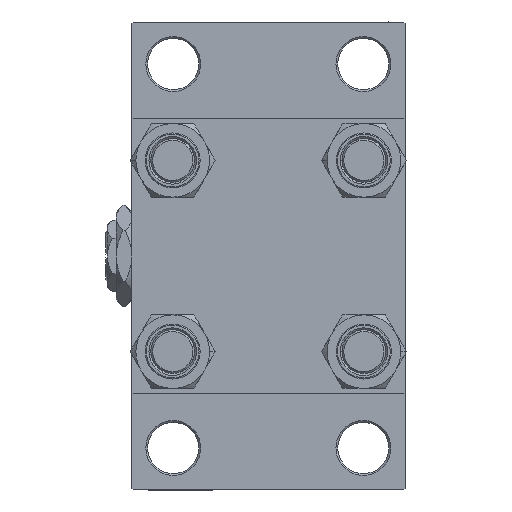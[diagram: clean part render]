
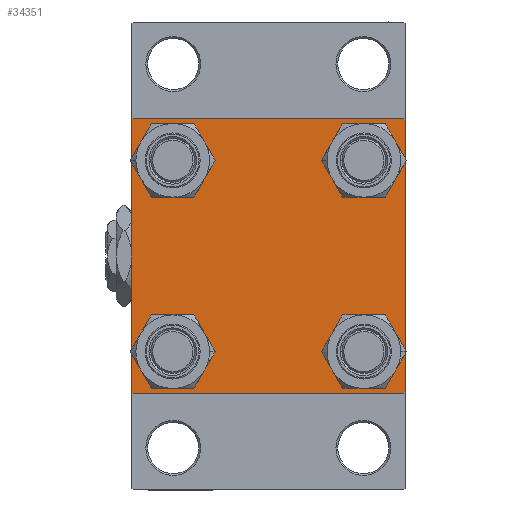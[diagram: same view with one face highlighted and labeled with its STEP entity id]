
A CAD part, left-side view. The second image highlights one B-rep face of the part: STEP entity #34351.
In plain terms, the highlighted planar face has unit normal (-1, 0, 0).
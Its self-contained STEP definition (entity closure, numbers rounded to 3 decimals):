
#72 = CARTESIAN_POINT ( 'NONE',  ( 0., 37.5, -37.5 ) ) ;
#103 = ORIENTED_EDGE ( 'NONE', *, *, #46054, .T. ) ;
#594 = ORIENTED_EDGE ( 'NONE', *, *, #14664, .T. ) ;
#1267 = CIRCLE ( 'NONE', #36328, 6.5 ) ;
#1434 = AXIS2_PLACEMENT_3D ( 'NONE', #26905, #42093, #7936 ) ;
#1510 = DIRECTION ( 'NONE',  ( 0., 0., 1. ) ) ;
#1706 = LINE ( 'NONE', #72, #22605 ) ;
#1865 = VERTEX_POINT ( 'NONE', #4845 ) ;
#2218 = FACE_BOUND ( 'NONE', #46410, .T. ) ;
#2738 = ORIENTED_EDGE ( 'NONE', *, *, #12229, .T. ) ;
#3213 = DIRECTION ( 'NONE',  ( 1., 0., 0. ) ) ;
#3263 = LINE ( 'NONE', #3508, #38093 ) ;
#3508 = CARTESIAN_POINT ( 'NONE',  ( 0., -37.5, 37.5 ) ) ;
#3785 = CARTESIAN_POINT ( 'NONE',  ( 0., -37.5, 37. ) ) ;
#4845 = CARTESIAN_POINT ( 'NONE',  ( 0., 37., -37.5 ) ) ;
#5233 = CARTESIAN_POINT ( 'NONE',  ( 0., -37., 37.5 ) ) ;
#5430 = CARTESIAN_POINT ( 'NONE',  ( 0., -37.5, -37. ) ) ;
#5539 = VERTEX_POINT ( 'NONE', #13367 ) ;
#5610 = CARTESIAN_POINT ( 'NONE',  ( 0., -26.15, -19.65 ) ) ;
#5740 = EDGE_LOOP ( 'NONE', ( #12728, #13457 ) ) ;
#6692 = CARTESIAN_POINT ( 'NONE',  ( 0., -26.15, 26.15 ) ) ;
#6820 = ORIENTED_EDGE ( 'NONE', *, *, #41076, .T. ) ;
#6874 = CARTESIAN_POINT ( 'NONE',  ( 0., 37.25, 37.25 ) ) ;
#6946 = CARTESIAN_POINT ( 'NONE',  ( 0., -26.15, -26.15 ) ) ;
#7463 = VERTEX_POINT ( 'NONE', #34288 ) ;
#7492 = DIRECTION ( 'NONE',  ( 0., 0.707, 0.707 ) ) ;
#7784 = DIRECTION ( 'NONE',  ( 1., 0., 0. ) ) ;
#7936 = DIRECTION ( 'NONE',  ( 0., 0., 1. ) ) ;
#7941 = CIRCLE ( 'NONE', #41360, 6.5 ) ;
#8679 = ORIENTED_EDGE ( 'NONE', *, *, #18419, .T. ) ;
#8714 = VERTEX_POINT ( 'NONE', #21236 ) ;
#8752 = VERTEX_POINT ( 'NONE', #5430 ) ;
#9193 = CARTESIAN_POINT ( 'NONE',  ( 0., 0., 0. ) ) ;
#9384 = CARTESIAN_POINT ( 'NONE',  ( 0., 37.5, 37. ) ) ;
#10180 = CIRCLE ( 'NONE', #36452, 6.5 ) ;
#11334 = CARTESIAN_POINT ( 'NONE',  ( 0., 37.5, 37.5 ) ) ;
#11387 = VERTEX_POINT ( 'NONE', #5610 ) ;
#11630 = EDGE_LOOP ( 'NONE', ( #103, #20840 ) ) ;
#11800 = ORIENTED_EDGE ( 'NONE', *, *, #26792, .F. ) ;
#12229 = EDGE_CURVE ( 'NONE', #1865, #41115, #1706, .T. ) ;
#12423 = AXIS2_PLACEMENT_3D ( 'NONE', #17214, #40144, #1510 ) ;
#12461 = VECTOR ( 'NONE', #41747, 1000. ) ;
#12528 = VERTEX_POINT ( 'NONE', #38326 ) ;
#12728 = ORIENTED_EDGE ( 'NONE', *, *, #37410, .T. ) ;
#12733 = ORIENTED_EDGE ( 'NONE', *, *, #19357, .T. ) ;
#12830 = CIRCLE ( 'NONE', #26421, 6.5 ) ;
#13020 = DIRECTION ( 'NONE',  ( 0., -0.707, -0.707 ) ) ;
#13231 = EDGE_LOOP ( 'NONE', ( #35975, #8679 ) ) ;
#13367 = CARTESIAN_POINT ( 'NONE',  ( 0., 26.15, 19.65 ) ) ;
#13457 = ORIENTED_EDGE ( 'NONE', *, *, #42456, .T. ) ;
#13515 = LINE ( 'NONE', #24752, #22780 ) ;
#13736 = CARTESIAN_POINT ( 'NONE',  ( 0., 26.15, -19.65 ) ) ;
#14097 = DIRECTION ( 'NONE',  ( 0., 0., 1. ) ) ;
#14439 = DIRECTION ( 'NONE',  ( 0., 0., 1. ) ) ;
#14664 = EDGE_CURVE ( 'NONE', #8714, #15404, #21626, .T. ) ;
#14669 = EDGE_CURVE ( 'NONE', #41115, #8752, #25353, .T. ) ;
#14710 = ORIENTED_EDGE ( 'NONE', *, *, #14669, .T. ) ;
#15404 = VERTEX_POINT ( 'NONE', #9384 ) ;
#15823 = CIRCLE ( 'NONE', #20599, 6.5 ) ;
#16191 = DIRECTION ( 'NONE',  ( 0., -1., 0. ) ) ;
#16803 = DIRECTION ( 'NONE',  ( 1., 0., 0. ) ) ;
#17213 = EDGE_CURVE ( 'NONE', #43732, #1865, #13515, .T. ) ;
#17214 = CARTESIAN_POINT ( 'NONE',  ( 0., 26.15, 26.15 ) ) ;
#17566 = EDGE_CURVE ( 'NONE', #8714, #48094, #19005, .T. ) ;
#18144 = VECTOR ( 'NONE', #7492, 1000. ) ;
#18171 = DIRECTION ( 'NONE',  ( 0., 0., 1. ) ) ;
#18412 = ORIENTED_EDGE ( 'NONE', *, *, #17566, .F. ) ;
#18419 = EDGE_CURVE ( 'NONE', #5539, #30552, #19609, .T. ) ;
#18630 = EDGE_LOOP ( 'NONE', ( #12733, #36039, #2738, #14710, #11800, #6820, #18412, #594 ) ) ;
#18967 = DIRECTION ( 'NONE',  ( 0., 0., 1. ) ) ;
#19005 = LINE ( 'NONE', #34458, #41868 ) ;
#19032 = CARTESIAN_POINT ( 'NONE',  ( 0., 26.15, 26.15 ) ) ;
#19357 = EDGE_CURVE ( 'NONE', #15404, #43732, #49213, .T. ) ;
#19609 = CIRCLE ( 'NONE', #12423, 6.5 ) ;
#20193 = PLANE ( 'NONE',  #22684 ) ;
#20599 = AXIS2_PLACEMENT_3D ( 'NONE', #28583, #36296, #14097 ) ;
#20840 = ORIENTED_EDGE ( 'NONE', *, *, #30482, .T. ) ;
#21178 = FACE_BOUND ( 'NONE', #11630, .T. ) ;
#21236 = CARTESIAN_POINT ( 'NONE',  ( 0., 37., 37.5 ) ) ;
#21626 = LINE ( 'NONE', #6874, #43348 ) ;
#22605 = VECTOR ( 'NONE', #16191, 1000. ) ;
#22684 = AXIS2_PLACEMENT_3D ( 'NONE', #9193, #28664, #44085 ) ;
#22780 = VECTOR ( 'NONE', #13020, 1000. ) ;
#23196 = DIRECTION ( 'NONE',  ( 1., 0., 0. ) ) ;
#23472 = EDGE_CURVE ( 'NONE', #12528, #24840, #15823, .T. ) ;
#24752 = CARTESIAN_POINT ( 'NONE',  ( 0., 37.25, -37.25 ) ) ;
#24840 = VERTEX_POINT ( 'NONE', #13736 ) ;
#25085 = VECTOR ( 'NONE', #29595, 1000. ) ;
#25353 = LINE ( 'NONE', #25843, #25085 ) ;
#25843 = CARTESIAN_POINT ( 'NONE',  ( 0., -37.25, -37.25 ) ) ;
#26226 = CARTESIAN_POINT ( 'NONE',  ( 0., -37., -37.5 ) ) ;
#26421 = AXIS2_PLACEMENT_3D ( 'NONE', #37644, #23196, #18967 ) ;
#26488 = DIRECTION ( 'NONE',  ( 0., -1., 0. ) ) ;
#26549 = EDGE_CURVE ( 'NONE', #30552, #5539, #10180, .T. ) ;
#26792 = EDGE_CURVE ( 'NONE', #45479, #8752, #3263, .T. ) ;
#26905 = CARTESIAN_POINT ( 'NONE',  ( 0., -26.15, -26.15 ) ) ;
#28583 = CARTESIAN_POINT ( 'NONE',  ( 0., 26.15, -26.15 ) ) ;
#28664 = DIRECTION ( 'NONE',  ( -1., 0., 0. ) ) ;
#29595 = DIRECTION ( 'NONE',  ( 0., -0.707, 0.707 ) ) ;
#30182 = AXIS2_PLACEMENT_3D ( 'NONE', #6692, #3213, #18171 ) ;
#30482 = EDGE_CURVE ( 'NONE', #7463, #32534, #7941, .T. ) ;
#30552 = VERTEX_POINT ( 'NONE', #44680 ) ;
#30955 = CIRCLE ( 'NONE', #30182, 6.5 ) ;
#30974 = EDGE_CURVE ( 'NONE', #24840, #12528, #12830, .T. ) ;
#32534 = VERTEX_POINT ( 'NONE', #48088 ) ;
#32748 = DIRECTION ( 'NONE',  ( 0., 0., 1. ) ) ;
#34288 = CARTESIAN_POINT ( 'NONE',  ( 0., -26.15, 19.65 ) ) ;
#34351 = ADVANCED_FACE ( 'NONE', ( #21178, #46836, #2218, #43339, #47825 ), #20193, .T. ) ;
#34458 = CARTESIAN_POINT ( 'NONE',  ( 0., 37.5, 37.5 ) ) ;
#35690 = CIRCLE ( 'NONE', #1434, 6.5 ) ;
#35975 = ORIENTED_EDGE ( 'NONE', *, *, #26549, .T. ) ;
#36039 = ORIENTED_EDGE ( 'NONE', *, *, #17213, .T. ) ;
#36296 = DIRECTION ( 'NONE',  ( 1., 0., 0. ) ) ;
#36328 = AXIS2_PLACEMENT_3D ( 'NONE', #6946, #48574, #14439 ) ;
#36452 = AXIS2_PLACEMENT_3D ( 'NONE', #19032, #7784, #45179 ) ;
#36931 = LINE ( 'NONE', #49113, #18144 ) ;
#37410 = EDGE_CURVE ( 'NONE', #11387, #41816, #1267, .T. ) ;
#37644 = CARTESIAN_POINT ( 'NONE',  ( 0., 26.15, -26.15 ) ) ;
#38093 = VECTOR ( 'NONE', #41887, 1000. ) ;
#38326 = CARTESIAN_POINT ( 'NONE',  ( 0., 26.15, -32.65 ) ) ;
#40144 = DIRECTION ( 'NONE',  ( 1., 0., 0. ) ) ;
#41076 = EDGE_CURVE ( 'NONE', #45479, #48094, #36931, .T. ) ;
#41115 = VERTEX_POINT ( 'NONE', #26226 ) ;
#41360 = AXIS2_PLACEMENT_3D ( 'NONE', #47434, #16803, #32748 ) ;
#41747 = DIRECTION ( 'NONE',  ( 0., 0., -1. ) ) ;
#41816 = VERTEX_POINT ( 'NONE', #45518 ) ;
#41868 = VECTOR ( 'NONE', #26488, 1000. ) ;
#41887 = DIRECTION ( 'NONE',  ( 0., 0., -1. ) ) ;
#42093 = DIRECTION ( 'NONE',  ( 1., 0., 0. ) ) ;
#42456 = EDGE_CURVE ( 'NONE', #41816, #11387, #35690, .T. ) ;
#43339 = FACE_BOUND ( 'NONE', #13231, .T. ) ;
#43348 = VECTOR ( 'NONE', #48504, 1000. ) ;
#43732 = VERTEX_POINT ( 'NONE', #46783 ) ;
#44085 = DIRECTION ( 'NONE',  ( 0., 0., 1. ) ) ;
#44680 = CARTESIAN_POINT ( 'NONE',  ( 0., 26.15, 32.65 ) ) ;
#45179 = DIRECTION ( 'NONE',  ( 0., 0., 1. ) ) ;
#45479 = VERTEX_POINT ( 'NONE', #3785 ) ;
#45518 = CARTESIAN_POINT ( 'NONE',  ( 0., -26.15, -32.65 ) ) ;
#45764 = ORIENTED_EDGE ( 'NONE', *, *, #23472, .T. ) ;
#46054 = EDGE_CURVE ( 'NONE', #32534, #7463, #30955, .T. ) ;
#46410 = EDGE_LOOP ( 'NONE', ( #46881, #45764 ) ) ;
#46783 = CARTESIAN_POINT ( 'NONE',  ( 0., 37.5, -37. ) ) ;
#46836 = FACE_BOUND ( 'NONE', #5740, .T. ) ;
#46881 = ORIENTED_EDGE ( 'NONE', *, *, #30974, .T. ) ;
#47434 = CARTESIAN_POINT ( 'NONE',  ( 0., -26.15, 26.15 ) ) ;
#47825 = FACE_OUTER_BOUND ( 'NONE', #18630, .T. ) ;
#48088 = CARTESIAN_POINT ( 'NONE',  ( 0., -26.15, 32.65 ) ) ;
#48094 = VERTEX_POINT ( 'NONE', #5233 ) ;
#48504 = DIRECTION ( 'NONE',  ( 0., 0.707, -0.707 ) ) ;
#48574 = DIRECTION ( 'NONE',  ( 1., 0., 0. ) ) ;
#49113 = CARTESIAN_POINT ( 'NONE',  ( 0., -37.25, 37.25 ) ) ;
#49213 = LINE ( 'NONE', #11334, #12461 ) ;
